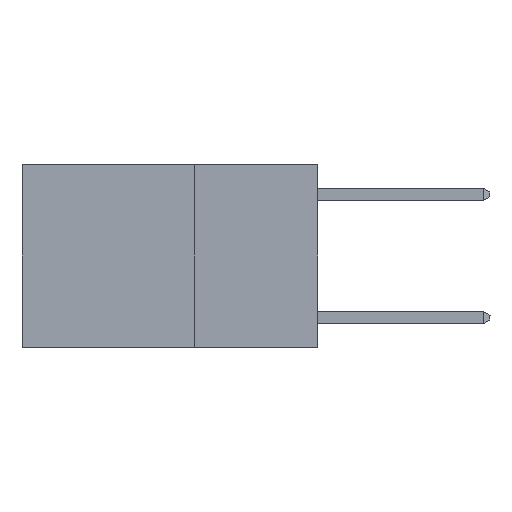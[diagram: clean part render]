
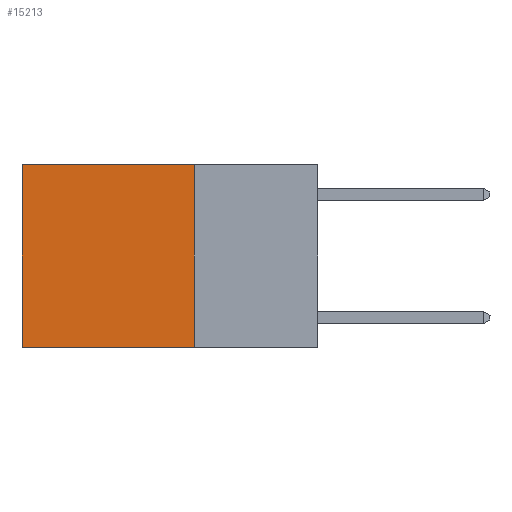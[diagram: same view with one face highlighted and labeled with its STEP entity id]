
A CAD part, left-side view. The second image highlights one B-rep face of the part: STEP entity #15213.
In plain terms, the highlighted planar face has unit normal (-1, 0, 0).
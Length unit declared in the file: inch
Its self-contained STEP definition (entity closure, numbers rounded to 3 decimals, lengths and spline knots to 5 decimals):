
#809 = CARTESIAN_POINT ( 'NONE',  ( 0.2625, 0.6, -0.37 ) ) ;
#1825 = AXIS2_PLACEMENT_3D ( 'NONE', #12143, #17729, #14992 ) ;
#2175 = VERTEX_POINT ( 'NONE', #11497 ) ;
#2199 = VECTOR ( 'NONE', #3062, 39.37008 ) ;
#2867 = VERTEX_POINT ( 'NONE', #9261 ) ;
#3062 = DIRECTION ( 'NONE',  ( 0., 0., -1. ) ) ;
#3620 = CARTESIAN_POINT ( 'NONE',  ( 0.2625, 0.25, 0. ) ) ;
#3830 = VERTEX_POINT ( 'NONE', #7009 ) ;
#4134 = EDGE_CURVE ( 'NONE', #3830, #2867, #4885, .T. ) ;
#4269 = VECTOR ( 'NONE', #9181, 39.37008 ) ;
#4885 = LINE ( 'NONE', #3620, #4269 ) ;
#5136 = EDGE_CURVE ( 'NONE', #2867, #13614, #7686, .T. ) ;
#6821 = ORIENTED_EDGE ( 'NONE', *, *, #5136, .T. ) ;
#7009 = CARTESIAN_POINT ( 'NONE',  ( 0.2625, 0.25, 0. ) ) ;
#7225 = ORIENTED_EDGE ( 'NONE', *, *, #4134, .T. ) ;
#7507 = CARTESIAN_POINT ( 'NONE',  ( 0.2625, 0.25, -0.37 ) ) ;
#7567 = VECTOR ( 'NONE', #8957, 39.37008 ) ;
#7686 = LINE ( 'NONE', #17727, #9230 ) ;
#8176 = EDGE_CURVE ( 'NONE', #2175, #13614, #9234, .T. ) ;
#8308 = PLANE ( 'NONE',  #1825 ) ;
#8957 = DIRECTION ( 'NONE',  ( 0., 1., 0. ) ) ;
#9181 = DIRECTION ( 'NONE',  ( 0., 1., 0. ) ) ;
#9230 = VECTOR ( 'NONE', #13610, 39.37008 ) ;
#9234 = LINE ( 'NONE', #7507, #7567 ) ;
#9261 = CARTESIAN_POINT ( 'NONE',  ( 0.2625, 0.6, 0. ) ) ;
#9415 = FACE_OUTER_BOUND ( 'NONE', #17994, .T. ) ;
#10226 = EDGE_CURVE ( 'NONE', #3830, #2175, #14380, .T. ) ;
#11497 = CARTESIAN_POINT ( 'NONE',  ( 0.2625, 0.25, -0.37 ) ) ;
#12100 = ORIENTED_EDGE ( 'NONE', *, *, #10226, .F. ) ;
#12143 = CARTESIAN_POINT ( 'NONE',  ( 0.2625, 0.25, 0. ) ) ;
#12999 = CARTESIAN_POINT ( 'NONE',  ( 0.2625, 0.25, 0. ) ) ;
#13610 = DIRECTION ( 'NONE',  ( 0., 0., -1. ) ) ;
#13614 = VERTEX_POINT ( 'NONE', #809 ) ;
#14380 = LINE ( 'NONE', #12999, #2199 ) ;
#14992 = DIRECTION ( 'NONE',  ( 0., 0., -1. ) ) ;
#15213 = ADVANCED_FACE ( 'NONE', ( #9415 ), #8308, .F. ) ;
#16427 = ORIENTED_EDGE ( 'NONE', *, *, #8176, .F. ) ;
#17727 = CARTESIAN_POINT ( 'NONE',  ( 0.2625, 0.6, 0. ) ) ;
#17729 = DIRECTION ( 'NONE',  ( 1., 0., 0. ) ) ;
#17994 = EDGE_LOOP ( 'NONE', ( #6821, #16427, #12100, #7225 ) ) ;
